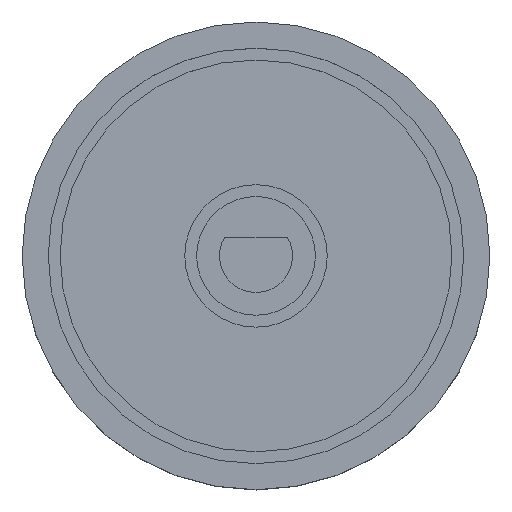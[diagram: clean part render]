
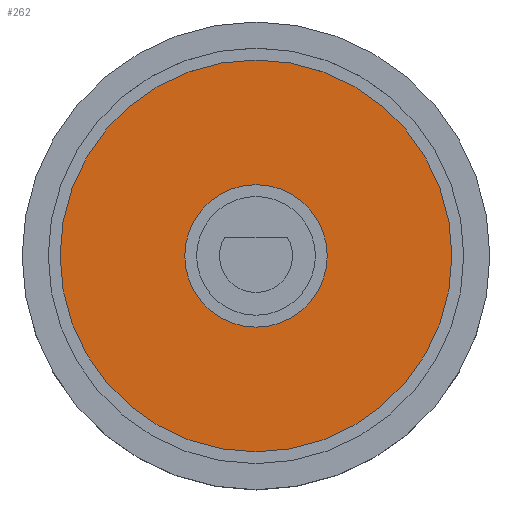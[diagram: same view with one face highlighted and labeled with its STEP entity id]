
A CAD part, top view. The second image highlights one B-rep face of the part: STEP entity #262.
In plain terms, the highlighted planar face has unit normal (0, 0, 1).
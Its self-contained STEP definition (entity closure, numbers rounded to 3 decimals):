
#20=FACE_BOUND('',#66,.T.);
#26=PLANE('',#312);
#44=FACE_OUTER_BOUND('',#65,.T.);
#65=EDGE_LOOP('',(#224));
#66=EDGE_LOOP('',(#225));
#107=CIRCLE('',#291,5.);
#118=CIRCLE('',#311,17.5);
#126=VERTEX_POINT('',#429);
#137=VERTEX_POINT('',#467);
#150=EDGE_CURVE('',#126,#126,#107,.T.);
#168=EDGE_CURVE('',#137,#137,#118,.T.);
#224=ORIENTED_EDGE('',*,*,#168,.F.);
#225=ORIENTED_EDGE('',*,*,#150,.F.);
#262=ADVANCED_FACE('',(#44,#20),#26,.T.);
#291=AXIS2_PLACEMENT_3D('',#431,#343,#344);
#311=AXIS2_PLACEMENT_3D('',#469,#390,#391);
#312=AXIS2_PLACEMENT_3D('',#470,#392,#393);
#343=DIRECTION('center_axis',(0.,0.,1.));
#344=DIRECTION('ref_axis',(-1.,0.,0.));
#390=DIRECTION('center_axis',(0.,0.,-1.));
#391=DIRECTION('ref_axis',(-1.,0.,0.));
#392=DIRECTION('center_axis',(0.,0.,1.));
#393=DIRECTION('ref_axis',(-1.,0.,0.));
#429=CARTESIAN_POINT('',(5.,0.,-10.));
#431=CARTESIAN_POINT('Origin',(0.,0.,-10.));
#467=CARTESIAN_POINT('',(17.5,0.,-10.));
#469=CARTESIAN_POINT('Origin',(0.,0.,
-10.));
#470=CARTESIAN_POINT('Origin',(0.,0.,-10.));
